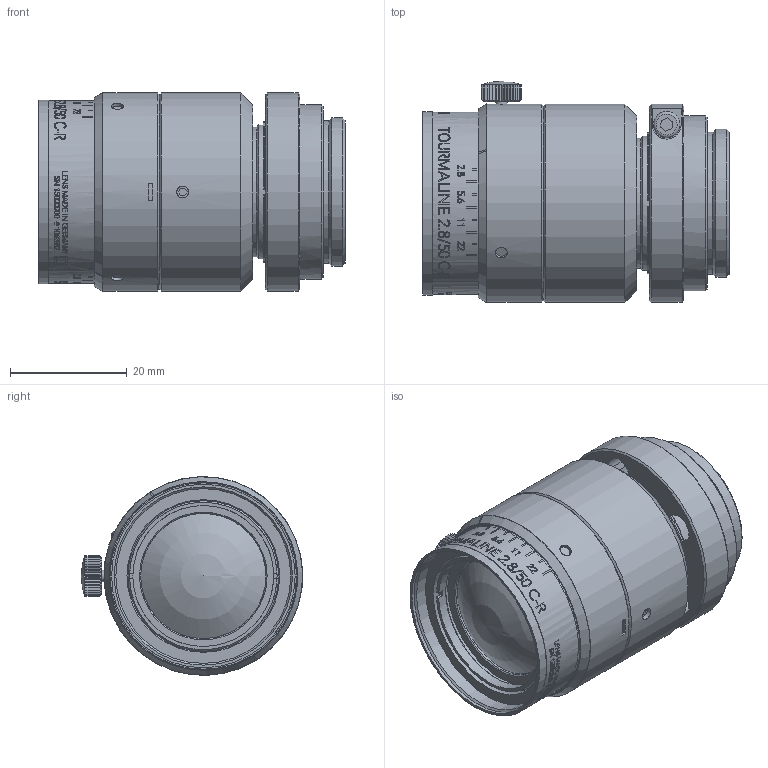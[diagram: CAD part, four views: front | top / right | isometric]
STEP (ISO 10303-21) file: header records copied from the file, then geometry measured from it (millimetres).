
FILE_DESCRIPTION(/* description */ (''),/* implementation_level */ '2;1');
FILE_NAME(/* name */ '1062882_00164813_001.stp',/* time_stamp */ '2021-09-22T09:27:15+02:00',/* author */ (''),/* organization */ (''),/* preprocessor_version */ 'ST-DEVELOPER v16',/* originating_system */ 'SIEMENS PLM Software NX 10.0',/* authorisation */ '');
FILE_SCHEMA (('AP203_CONFIGURATION_CONTROLLED_3D_DESIGN_OF_MECHANICAL_PARTS_AND_ASSEMBLIES_MIM_LF { 1 0 10303 403 2 1 2}'));
Length unit declared in the file: millimetre
Products named in the file (1): Froe09546831tpv2
Bounding box: 52.61 x 37.99 x 34.11 mm (x, y, z)
Volume: 31596.1 mm3; surface area: 15012.8 mm2
Topology: 1 solids, 3 shells, 498 faces, 1690 edges, 1331 vertices
Faces by surface type: cylinder 210, plane 169, cone 111, torus 5, sphere 3
Full cylindrical faces by diameter (mm): 2 x1, 2.05 x4, 2.5 x2, 2.8 x1, 4.5 x1, 19.5 x1, 21.2 x1, 21.5 x1, 22 x1, 22.3 x2, 22.5 x1, 23 x1, 24.005 x1, 24.2 x1, 24.296 x1, 24.4 x1, 25 x1, 25.3 x1, 25.4 x1, 26 x1, 26.2 x1, 27.1 x1, 30 x2, 30.6 x1, 31.3 x2, 31.5 x1, 32 x1, 34 x2
Entity records: 20970 total; most frequent: CARTESIAN_POINT 7841, ORIENTED_EDGE 3029, DIRECTION 1970, EDGE_CURVE 1536, VERTEX_POINT 1306, B_SPLINE_CURVE_WITH_KNOTS 877, AXIS2_PLACEMENT_3D 850, EDGE_LOOP 785
